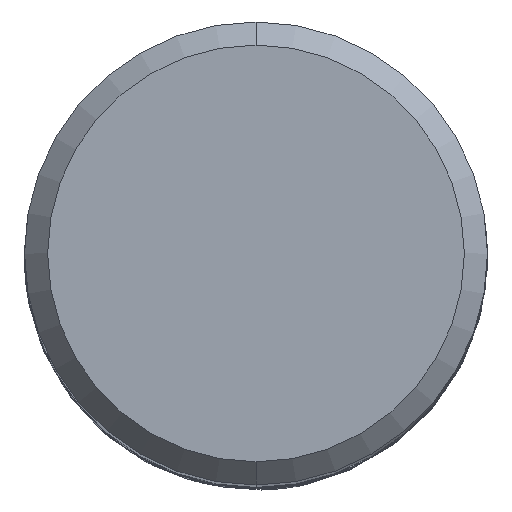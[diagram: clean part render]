
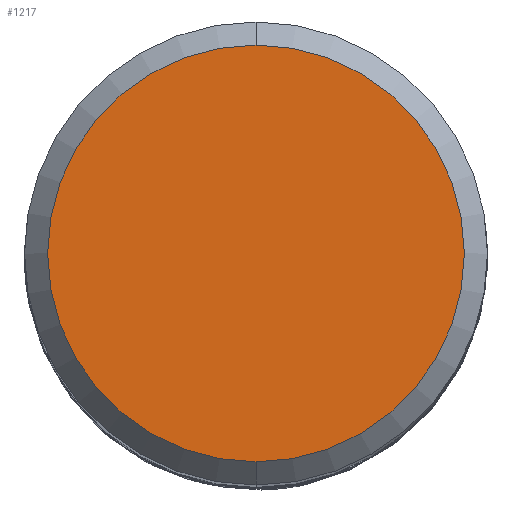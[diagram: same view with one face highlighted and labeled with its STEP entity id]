
A CAD part, top view. The second image highlights one B-rep face of the part: STEP entity #1217.
In plain terms, the highlighted planar face has unit normal (0, 0, 1).
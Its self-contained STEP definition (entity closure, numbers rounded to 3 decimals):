
#807=EDGE_CURVE('',#1623,#901,#2002,.T.);
#901=VERTEX_POINT('',#2106);
#1217=ADVANCED_FACE('',(#2447),#2448,.T.);
#1241=EDGE_CURVE('',#901,#1623,#2475,.T.);
#1623=VERTEX_POINT('',#2891);
#2002=CIRCLE('',#5771,9.0);
#2106=CARTESIAN_POINT('',(0.,-9.0,0.0));
#2447=FACE_OUTER_BOUND('',#12260,.T.);
#2448=PLANE('',#12261);
#2475=CIRCLE('',#12851,9.0);
#2891=CARTESIAN_POINT('',(0.0,9.0,0.0));
#5771=AXIS2_PLACEMENT_3D('',#21371,#21372,#21373);
#12260=EDGE_LOOP('',(#21743,#21744));
#12261=AXIS2_PLACEMENT_3D('',#21745,#21746,#21747);
#12851=AXIS2_PLACEMENT_3D('',#21775,#21776,#21777);
#21371=CARTESIAN_POINT('',(0.0,0.0,0.0));
#21372=DIRECTION('',(0.0,0.0,-1.0));
#21373=DIRECTION('',(0.0,1.0,0.0));
#21743=ORIENTED_EDGE('',*,*,#807,.F.);
#21744=ORIENTED_EDGE('',*,*,#1241,.F.);
#21745=CARTESIAN_POINT('',(0.0,4.5,0.0));
#21746=DIRECTION('',(-0.0,0.0,1.0));
#21747=DIRECTION('',(0.0,-1.0,0.0));
#21775=CARTESIAN_POINT('',(0.0,0.0,0.0));
#21776=DIRECTION('',(0.0,0.0,-1.0));
#21777=DIRECTION('',(0.0,1.0,0.0));
